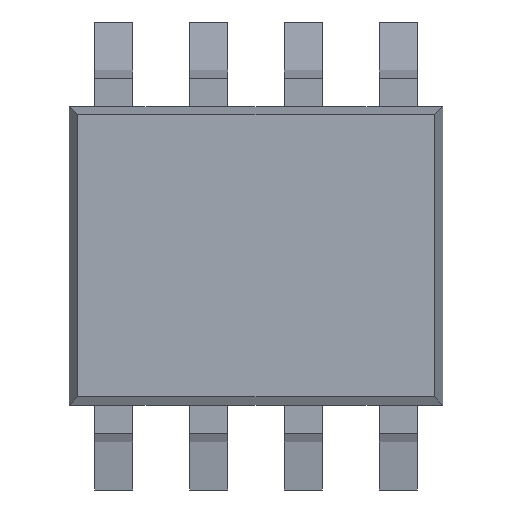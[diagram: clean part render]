
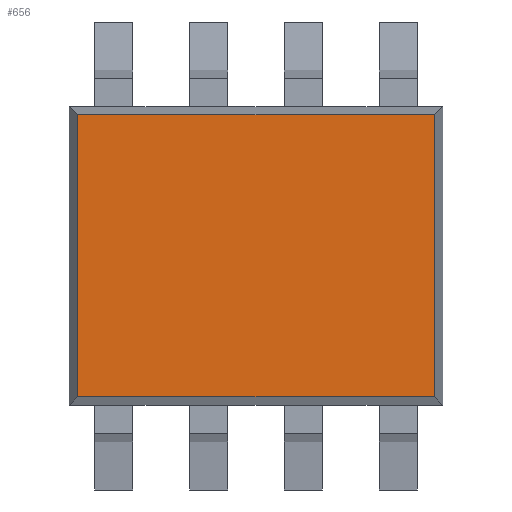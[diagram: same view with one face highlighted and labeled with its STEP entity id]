
A CAD part, top view. The second image highlights one B-rep face of the part: STEP entity #656.
In plain terms, the highlighted planar face has unit normal (0, 0, 1).
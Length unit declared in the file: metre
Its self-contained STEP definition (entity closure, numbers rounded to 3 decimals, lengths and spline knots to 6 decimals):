
#360 = EDGE_CURVE( '', #1042, #1043, #1044, .T. );
#374 = EDGE_CURVE( '', #1069, #1042, #1070, .T. );
#598 = EDGE_CURVE( '', #1423, #1069, #1424, .T. );
#656 = ADVANCED_FACE( '', ( #1498 ), #1499, .F. );
#870 = EDGE_CURVE( '', #1043, #1423, #1766, .T. );
#1042 = VERTEX_POINT( '', #1952 );
#1043 = VERTEX_POINT( '', #1953 );
#1044 = LINE( '', #1954, #1955 );
#1069 = VERTEX_POINT( '', #1991 );
#1070 = LINE( '', #1992, #1993 );
#1423 = VERTEX_POINT( '', #2513 );
#1424 = LINE( '', #2514, #2515 );
#1498 = FACE_OUTER_BOUND( '', #2629, .T. );
#1499 = PLANE( '', #2630 );
#1766 = LINE( '', #3036, #3037 );
#1952 = CARTESIAN_POINT( '', ( -0.00239, -0.001828, 0.001742 ) );
#1953 = CARTESIAN_POINT( '', ( 0.00239, -0.001828, 0.001742 ) );
#1954 = CARTESIAN_POINT( '', ( -0.0025, -0.001828, 0.001742 ) );
#1955 = VECTOR( '', #3320, 1. );
#1991 = CARTESIAN_POINT( '', ( -0.00239, 0.001952, 0.001742 ) );
#1992 = CARTESIAN_POINT( '', ( -0.00239, 0.002062, 0.001742 ) );
#1993 = VECTOR( '', #3338, 1. );
#2513 = CARTESIAN_POINT( '', ( 0.00239, 0.001952, 0.001742 ) );
#2514 = CARTESIAN_POINT( '', ( 0.0025, 0.001952, 0.001742 ) );
#2515 = VECTOR( '', #3654, 1. );
#2629 = EDGE_LOOP( '', ( #3740, #3741, #3742, #3743 ) );
#2630 = AXIS2_PLACEMENT_3D( '', #3744, #3745, #3746 );
#3036 = CARTESIAN_POINT( '', ( 0.00239, -0.001938, 0.001742 ) );
#3037 = VECTOR( '', #4160, 1. );
#3320 = DIRECTION( '', ( 1., 0., 0. ) );
#3338 = DIRECTION( '', ( 0., -1., 0. ) );
#3654 = DIRECTION( '', ( -1., 0., 0. ) );
#3740 = ORIENTED_EDGE( '', *, *, #374, .T. );
#3741 = ORIENTED_EDGE( '', *, *, #360, .T. );
#3742 = ORIENTED_EDGE( '', *, *, #870, .T. );
#3743 = ORIENTED_EDGE( '', *, *, #598, .T. );
#3744 = CARTESIAN_POINT( '', ( 0., 0.000062, 0.001742 ) );
#3745 = DIRECTION( '', ( 0., 0., -1. ) );
#3746 = DIRECTION( '', ( 0., -1., 0. ) );
#4160 = DIRECTION( '', ( 0., 1., 0. ) );
